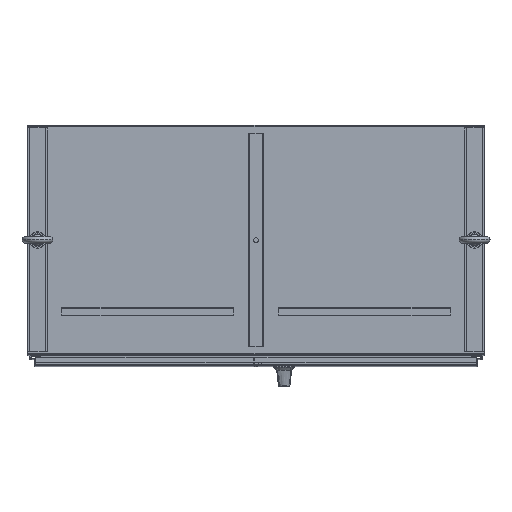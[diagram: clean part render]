
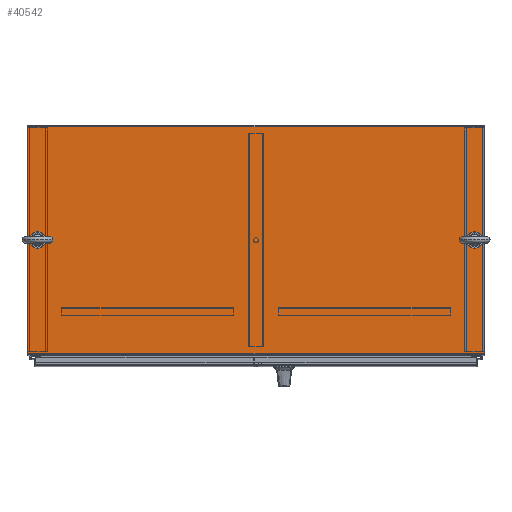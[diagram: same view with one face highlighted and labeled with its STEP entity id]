
A CAD part, top view. The second image highlights one B-rep face of the part: STEP entity #40542.
In plain terms, the highlighted planar face has unit normal (0, 0, 1).
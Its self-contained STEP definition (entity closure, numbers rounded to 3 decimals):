
#1050 = CARTESIAN_POINT ( 'NONE',  ( -23.935, -11.825, 72.06 ) ) ;
#2833 = EDGE_CURVE ( 'NONE', #54382, #18332, #55290, .T. ) ;
#2971 = CIRCLE ( 'NONE', #57708, 0.375 ) ;
#3363 = VERTEX_POINT ( 'NONE', #65828 ) ;
#3748 = LINE ( 'NONE', #1050, #4133 ) ;
#4133 = VECTOR ( 'NONE', #52403, 39.37 ) ;
#4414 = EDGE_CURVE ( 'NONE', #49339, #56105, #33485, .T. ) ;
#4954 = CIRCLE ( 'NONE', #55058, 0.375 ) ;
#5374 = EDGE_LOOP ( 'NONE', ( #32164, #56449, #25256, #37366 ) ) ;
#5809 = CARTESIAN_POINT ( 'NONE',  ( 22.56, 0.078, 72.06 ) ) ;
#7360 = ORIENTED_EDGE ( 'NONE', *, *, #16327, .T. ) ;
#8837 = EDGE_CURVE ( 'NONE', #73853, #62218, #4954, .T. ) ;
#16327 = EDGE_CURVE ( 'NONE', #56105, #49339, #2971, .T. ) ;
#18332 = VERTEX_POINT ( 'NONE', #76802 ) ;
#19243 = CARTESIAN_POINT ( 'NONE',  ( 22.935, 0.078, 72.06 ) ) ;
#20483 = CIRCLE ( 'NONE', #85827, 0.375 ) ;
#21463 = DIRECTION ( 'NONE',  ( 0., 0., -1. ) ) ;
#23698 = AXIS2_PLACEMENT_3D ( 'NONE', #45997, #53571, #89277 ) ;
#23838 = EDGE_CURVE ( 'NONE', #3363, #54382, #3748, .T. ) ;
#23993 = DIRECTION ( 'NONE',  ( 1., 0., 0. ) ) ;
#25050 = FACE_BOUND ( 'NONE', #86847, .T. ) ;
#25256 = ORIENTED_EDGE ( 'NONE', *, *, #77676, .T. ) ;
#25887 = CARTESIAN_POINT ( 'NONE',  ( -23.935, 11.968, 72.06 ) ) ;
#27236 = DIRECTION ( 'NONE',  ( 0., 1., 0. ) ) ;
#32115 = DIRECTION ( 'NONE',  ( 0., 0., -1. ) ) ;
#32164 = ORIENTED_EDGE ( 'NONE', *, *, #2833, .T. ) ;
#33485 = CIRCLE ( 'NONE', #57740, 0.375 ) ;
#35641 = CARTESIAN_POINT ( 'NONE',  ( -22.935, 0.078, 72.06 ) ) ;
#37366 = ORIENTED_EDGE ( 'NONE', *, *, #23838, .T. ) ;
#38817 = VERTEX_POINT ( 'NONE', #25887 ) ;
#39335 = EDGE_CURVE ( 'NONE', #18332, #38817, #86147, .T. ) ;
#40542 = ADVANCED_FACE ( 'NONE', ( #66920, #60726, #25050 ), #88344, .T. ) ;
#43242 = DIRECTION ( 'NONE',  ( 0., 0., -1. ) ) ;
#43578 = EDGE_LOOP ( 'NONE', ( #72223, #7360 ) ) ;
#45997 = CARTESIAN_POINT ( 'NONE',  ( -23.935, -11.967, 72.06 ) ) ;
#47333 = CARTESIAN_POINT ( 'NONE',  ( 23.935, -11.825, 72.06 ) ) ;
#47691 = ORIENTED_EDGE ( 'NONE', *, *, #8837, .T. ) ;
#49339 = VERTEX_POINT ( 'NONE', #80570 ) ;
#51699 = VECTOR ( 'NONE', #27236, 39.37 ) ;
#52403 = DIRECTION ( 'NONE',  ( 1., 0., 0. ) ) ;
#53571 = DIRECTION ( 'NONE',  ( 0., 0., 1. ) ) ;
#54382 = VERTEX_POINT ( 'NONE', #47333 ) ;
#55058 = AXIS2_PLACEMENT_3D ( 'NONE', #35641, #43242, #71292 ) ;
#55290 = LINE ( 'NONE', #84325, #51699 ) ;
#56105 = VERTEX_POINT ( 'NONE', #5809 ) ;
#56449 = ORIENTED_EDGE ( 'NONE', *, *, #39335, .T. ) ;
#57708 = AXIS2_PLACEMENT_3D ( 'NONE', #86646, #21463, #58551 ) ;
#57740 = AXIS2_PLACEMENT_3D ( 'NONE', #19243, #77313, #77782 ) ;
#58551 = DIRECTION ( 'NONE',  ( 1., 0., 0. ) ) ;
#60726 = FACE_BOUND ( 'NONE', #43578, .T. ) ;
#62218 = VERTEX_POINT ( 'NONE', #76149 ) ;
#62924 = ORIENTED_EDGE ( 'NONE', *, *, #93286, .T. ) ;
#64733 = CARTESIAN_POINT ( 'NONE',  ( -23.935, 11.968, 72.06 ) ) ;
#65828 = CARTESIAN_POINT ( 'NONE',  ( -23.935, -11.825, 72.06 ) ) ;
#66920 = FACE_OUTER_BOUND ( 'NONE', #5374, .T. ) ;
#68230 = CARTESIAN_POINT ( 'NONE',  ( -22.935, 0.078, 72.06 ) ) ;
#69510 = CARTESIAN_POINT ( 'NONE',  ( -23.935, -11.967, 72.06 ) ) ;
#70021 = DIRECTION ( 'NONE',  ( -1., 0., 0. ) ) ;
#71292 = DIRECTION ( 'NONE',  ( 1., 0., 0. ) ) ;
#72223 = ORIENTED_EDGE ( 'NONE', *, *, #4414, .T. ) ;
#73853 = VERTEX_POINT ( 'NONE', #78252 ) ;
#75193 = VECTOR ( 'NONE', #70021, 39.37 ) ;
#76149 = CARTESIAN_POINT ( 'NONE',  ( -23.31, 0.078, 72.06 ) ) ;
#76655 = LINE ( 'NONE', #69510, #78113 ) ;
#76802 = CARTESIAN_POINT ( 'NONE',  ( 23.935, 11.968, 72.06 ) ) ;
#77313 = DIRECTION ( 'NONE',  ( 0., 0., -1. ) ) ;
#77676 = EDGE_CURVE ( 'NONE', #38817, #3363, #76655, .T. ) ;
#77782 = DIRECTION ( 'NONE',  ( 1., 0., 0. ) ) ;
#78113 = VECTOR ( 'NONE', #92338, 39.37 ) ;
#78252 = CARTESIAN_POINT ( 'NONE',  ( -22.56, 0.078, 72.06 ) ) ;
#80570 = CARTESIAN_POINT ( 'NONE',  ( 23.31, 0.078, 72.06 ) ) ;
#84325 = CARTESIAN_POINT ( 'NONE',  ( 23.935, -11.967, 72.06 ) ) ;
#85827 = AXIS2_PLACEMENT_3D ( 'NONE', #68230, #32115, #23993 ) ;
#86147 = LINE ( 'NONE', #64733, #75193 ) ;
#86646 = CARTESIAN_POINT ( 'NONE',  ( 22.935, 0.078, 72.06 ) ) ;
#86847 = EDGE_LOOP ( 'NONE', ( #47691, #62924 ) ) ;
#88344 = PLANE ( 'NONE',  #23698 ) ;
#89277 = DIRECTION ( 'NONE',  ( 1., 0., 0. ) ) ;
#92338 = DIRECTION ( 'NONE',  ( 0., -1., 0. ) ) ;
#93286 = EDGE_CURVE ( 'NONE', #62218, #73853, #20483, .T. ) ;
